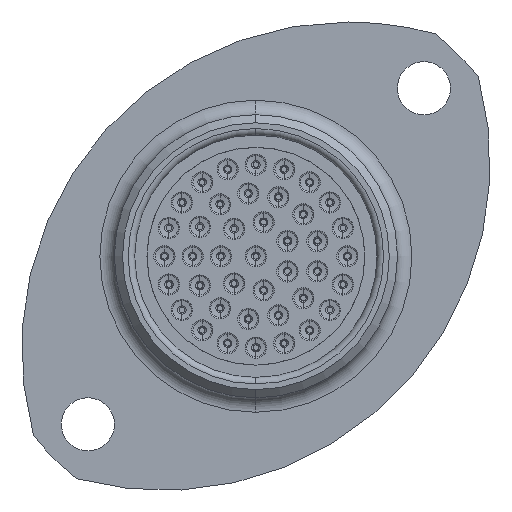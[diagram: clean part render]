
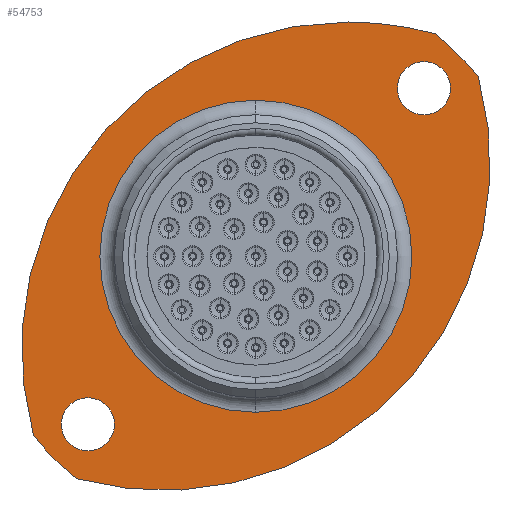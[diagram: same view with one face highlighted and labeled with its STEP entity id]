
A CAD part, left-side view. The second image highlights one B-rep face of the part: STEP entity #54753.
In plain terms, the highlighted planar face has unit normal (-1, 0, 0).
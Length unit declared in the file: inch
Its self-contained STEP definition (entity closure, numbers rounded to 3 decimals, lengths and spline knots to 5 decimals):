
#970 = EDGE_CURVE ( 'NONE', #35231, #35307, #16569, .T. ) ;
#985 = EDGE_CURVE ( 'NONE', #35159, #35485, #16595, .T. ) ;
#1010 = EDGE_CURVE ( 'NONE', #35232, #35308, #39920, .T. ) ;
#10203 = CARTESIAN_POINT ( 'NONE',  ( -1.42132, 0., 0. ) ) ;
#10204 = DIRECTION ( 'NONE',  ( 1., 0., 0. ) ) ;
#10205 = DIRECTION ( 'NONE',  ( 0., 0., -1. ) ) ;
#11948 = EDGE_LOOP ( 'NONE', ( #34597, #34593 ) ) ;
#12032 = EDGE_LOOP ( 'NONE', ( #34552, #34564 ) ) ;
#12035 = EDGE_LOOP ( 'NONE', ( #34500, #34538 ) ) ;
#12040 = EDGE_LOOP ( 'NONE', ( #34566, #34551, #34496, #34511, #34586 ) ) ;
#13234 = CIRCLE ( 'NONE', #13238, 0.7874 ) ;
#13238 = AXIS2_PLACEMENT_3D ( 'NONE', #37871, #37872, #37873 ) ;
#13281 = CIRCLE ( 'NONE', #13284, 0.68898 ) ;
#13284 = AXIS2_PLACEMENT_3D ( 'NONE', #38008, #38010, #38011 ) ;
#13310 = CIRCLE ( 'NONE', #13312, 0.7874 ) ;
#13312 = AXIS2_PLACEMENT_3D ( 'NONE', #38091, #38093, #38095 ) ;
#13313 = CIRCLE ( 'NONE', #13332, 0.68898 ) ;
#13332 = AXIS2_PLACEMENT_3D ( 'NONE', #38154, #38156, #38157 ) ;
#13365 = CIRCLE ( 'NONE', #13371, 0.06398 ) ;
#13371 = AXIS2_PLACEMENT_3D ( 'NONE', #38314, #38315, #38316 ) ;
#13383 = CIRCLE ( 'NONE', #13385, 0.37618 ) ;
#13385 = AXIS2_PLACEMENT_3D ( 'NONE', #38365, #38366, #38367 ) ;
#16569 = CIRCLE ( 'NONE', #16572, 0.7874 ) ;
#16572 = AXIS2_PLACEMENT_3D ( 'NONE', #50526, #50528, #50530 ) ;
#16595 = CIRCLE ( 'NONE', #16606, 0.06398 ) ;
#16606 = AXIS2_PLACEMENT_3D ( 'NONE', #50623, #50624, #50625 ) ;
#21792 = EDGE_CURVE ( 'NONE', #35325, #35262, #29761, .T. ) ;
#22076 = EDGE_CURVE ( 'NONE', #35485, #35159, #30484, .T. ) ;
#22147 = EDGE_CURVE ( 'NONE', #35307, #35194, #13234, .T. ) ;
#22194 = EDGE_CURVE ( 'NONE', #35364, #35194, #13281, .T. ) ;
#22221 = EDGE_CURVE ( 'NONE', #35364, #35279, #13310, .T. ) ;
#22237 = EDGE_CURVE ( 'NONE', #35231, #35279, #13313, .T. ) ;
#22280 = EDGE_CURVE ( 'NONE', #35308, #35232, #13365, .T. ) ;
#22298 = EDGE_CURVE ( 'NONE', #35262, #35325, #13383, .T. ) ;
#22475 = PLANE ( 'NONE',  #46555 ) ;
#22476 = FACE_BOUND ( 'NONE', #12035, .T. ) ;
#22478 = FACE_BOUND ( 'NONE', #12032, .T. ) ;
#22480 = FACE_BOUND ( 'NONE', #11948, .T. ) ;
#22482 = FACE_OUTER_BOUND ( 'NONE', #12040, .T. ) ;
#22492 = CARTESIAN_POINT ( 'NONE',  ( -1.42132, 0.68898, 0. ) ) ;
#22493 = DIRECTION ( 'NONE',  ( 1., 0., 0. ) ) ;
#22494 = DIRECTION ( 'NONE',  ( 0., 0., -1. ) ) ;
#29761 = CIRCLE ( 'NONE', #29765, 0.37618 ) ;
#29765 = AXIS2_PLACEMENT_3D ( 'NONE', #10203, #10204, #10205 ) ;
#30484 = CIRCLE ( 'NONE', #30488, 0.06398 ) ;
#30488 = AXIS2_PLACEMENT_3D ( 'NONE', #37292, #37294, #37296 ) ;
#34496 = ORIENTED_EDGE ( 'NONE', *, *, #22194, .F. ) ;
#34500 = ORIENTED_EDGE ( 'NONE', *, *, #22298, .T. ) ;
#34511 = ORIENTED_EDGE ( 'NONE', *, *, #22221, .T. ) ;
#34538 = ORIENTED_EDGE ( 'NONE', *, *, #21792, .T. ) ;
#34551 = ORIENTED_EDGE ( 'NONE', *, *, #22147, .T. ) ;
#34552 = ORIENTED_EDGE ( 'NONE', *, *, #22280, .F. ) ;
#34564 = ORIENTED_EDGE ( 'NONE', *, *, #1010, .F. ) ;
#34566 = ORIENTED_EDGE ( 'NONE', *, *, #970, .T. ) ;
#34586 = ORIENTED_EDGE ( 'NONE', *, *, #22237, .F. ) ;
#34593 = ORIENTED_EDGE ( 'NONE', *, *, #985, .F. ) ;
#34597 = ORIENTED_EDGE ( 'NONE', *, *, #22076, .F. ) ;
#35159 = VERTEX_POINT ( 'NONE', #51528 ) ;
#35194 = VERTEX_POINT ( 'NONE', #51550 ) ;
#35231 = VERTEX_POINT ( 'NONE', #51572 ) ;
#35232 = VERTEX_POINT ( 'NONE', #51573 ) ;
#35262 = VERTEX_POINT ( 'NONE', #51592 ) ;
#35279 = VERTEX_POINT ( 'NONE', #51603 ) ;
#35307 = VERTEX_POINT ( 'NONE', #51620 ) ;
#35308 = VERTEX_POINT ( 'NONE', #51621 ) ;
#35325 = VERTEX_POINT ( 'NONE', #51632 ) ;
#35364 = VERTEX_POINT ( 'NONE', #51657 ) ;
#35485 = VERTEX_POINT ( 'NONE', #51733 ) ;
#37292 = CARTESIAN_POINT ( 'NONE',  ( -1.42132, -0.40506, 0.40506 ) ) ;
#37294 = DIRECTION ( 'NONE',  ( -1., 0., 0. ) ) ;
#37296 = DIRECTION ( 'NONE',  ( 0., 0., 1. ) ) ;
#37871 = CARTESIAN_POINT ( 'NONE',  ( -1.42132, -0.22271, -0.22271 ) ) ;
#37872 = DIRECTION ( 'NONE',  ( -1., 0., 0. ) ) ;
#37873 = DIRECTION ( 'NONE',  ( 0., 0., 1. ) ) ;
#38008 = CARTESIAN_POINT ( 'NONE',  ( -1.42132, 0., 0. ) ) ;
#38010 = DIRECTION ( 'NONE',  ( 1., 0., 0. ) ) ;
#38011 = DIRECTION ( 'NONE',  ( 0., 0., -1. ) ) ;
#38091 = CARTESIAN_POINT ( 'NONE',  ( -1.42132, 0.22271, 0.22271 ) ) ;
#38093 = DIRECTION ( 'NONE',  ( -1., 0., 0. ) ) ;
#38095 = DIRECTION ( 'NONE',  ( 0., 0., 1. ) ) ;
#38154 = CARTESIAN_POINT ( 'NONE',  ( -1.42132, 0., 0. ) ) ;
#38156 = DIRECTION ( 'NONE',  ( 1., 0., 0. ) ) ;
#38157 = DIRECTION ( 'NONE',  ( 0., 0., -1. ) ) ;
#38314 = CARTESIAN_POINT ( 'NONE',  ( -1.42132, 0.40506, -0.40506 ) ) ;
#38315 = DIRECTION ( 'NONE',  ( -1., 0., 0. ) ) ;
#38316 = DIRECTION ( 'NONE',  ( 0., 0., 1. ) ) ;
#38365 = CARTESIAN_POINT ( 'NONE',  ( -1.42132, 0., 0. ) ) ;
#38366 = DIRECTION ( 'NONE',  ( 1., 0., 0. ) ) ;
#38367 = DIRECTION ( 'NONE',  ( 0., 0., -1. ) ) ;
#39920 = CIRCLE ( 'NONE', #39921, 0.06398 ) ;
#39921 = AXIS2_PLACEMENT_3D ( 'NONE', #50709, #50710, #50711 ) ;
#46555 = AXIS2_PLACEMENT_3D ( 'NONE', #22492, #22493, #22494 ) ;
#50526 = CARTESIAN_POINT ( 'NONE',  ( -1.42132, -0.22271, -0.22271 ) ) ;
#50528 = DIRECTION ( 'NONE',  ( -1., 0., 0. ) ) ;
#50530 = DIRECTION ( 'NONE',  ( 0., 0., 1. ) ) ;
#50623 = CARTESIAN_POINT ( 'NONE',  ( -1.42132, -0.40506, 0.40506 ) ) ;
#50624 = DIRECTION ( 'NONE',  ( -1., 0., 0. ) ) ;
#50625 = DIRECTION ( 'NONE',  ( 0., 0., 1. ) ) ;
#50709 = CARTESIAN_POINT ( 'NONE',  ( -1.42132, 0.40506, -0.40506 ) ) ;
#50710 = DIRECTION ( 'NONE',  ( -1., 0., 0. ) ) ;
#50711 = DIRECTION ( 'NONE',  ( 0., 0., 1. ) ) ;
#51528 = CARTESIAN_POINT ( 'NONE',  ( -1.42132, -0.40506, 0.34108 ) ) ;
#51550 = CARTESIAN_POINT ( 'NONE',  ( -1.42132, 0.53619, -0.43266 ) ) ;
#51572 = CARTESIAN_POINT ( 'NONE',  ( -1.42132, -0.43266, 0.53619 ) ) ;
#51573 = CARTESIAN_POINT ( 'NONE',  ( -1.42132, 0.40506, -0.46903 ) ) ;
#51592 = CARTESIAN_POINT ( 'NONE',  ( -1.42132, 0., -0.37618 ) ) ;
#51603 = CARTESIAN_POINT ( 'NONE',  ( -1.42132, -0.53619, 0.43266 ) ) ;
#51620 = CARTESIAN_POINT ( 'NONE',  ( -1.42132, -0.22271, 0.56469 ) ) ;
#51621 = CARTESIAN_POINT ( 'NONE',  ( -1.42132, 0.40506, -0.34108 ) ) ;
#51632 = CARTESIAN_POINT ( 'NONE',  ( -1.42132, 0., 0.37618 ) ) ;
#51657 = CARTESIAN_POINT ( 'NONE',  ( -1.42132, 0.43266, -0.53619 ) ) ;
#51733 = CARTESIAN_POINT ( 'NONE',  ( -1.42132, -0.40506, 0.46903 ) ) ;
#54753 = ADVANCED_FACE ( 'NONE', ( #22476, #22478, #22480, #22482 ), #22475, .F. ) ;
